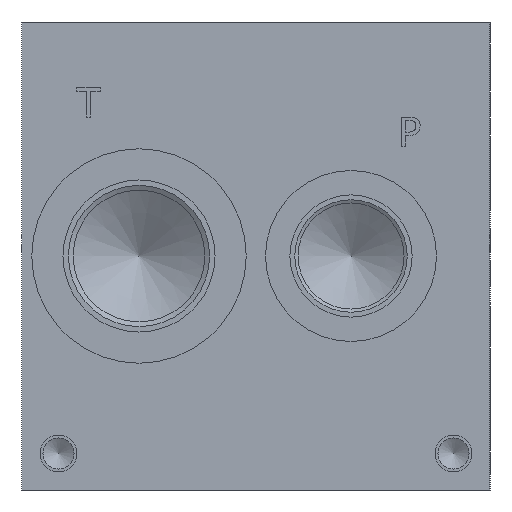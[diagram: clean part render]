
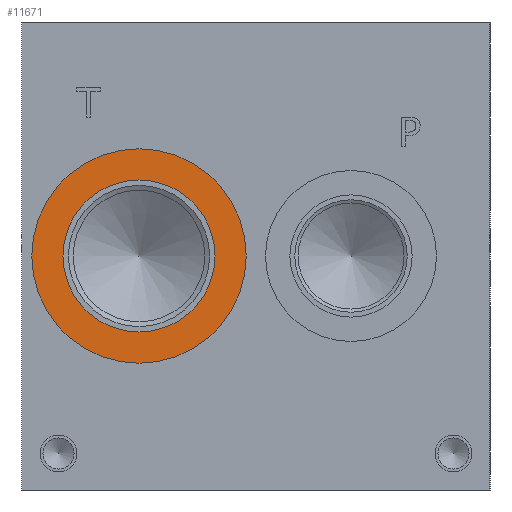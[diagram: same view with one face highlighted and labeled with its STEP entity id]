
A CAD part, left-side view. The second image highlights one B-rep face of the part: STEP entity #11671.
In plain terms, the highlighted planar face has unit normal (-1, 0, 0).
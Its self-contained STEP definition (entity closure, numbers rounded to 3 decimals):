
#411=CIRCLE('',#12284,23.279);
#412=CIRCLE('',#12285,23.279);
#413=CIRCLE('',#12287,16.5);
#414=CIRCLE('',#12288,16.5);
#881=FACE_BOUND('',#2121,.T.);
#1446=FACE_OUTER_BOUND('',#2120,.T.);
#2120=EDGE_LOOP('',(#9993,#9994));
#2121=EDGE_LOOP('',(#9995,#9996));
#5367=VERTEX_POINT('',#19848);
#5368=VERTEX_POINT('',#19850);
#5369=VERTEX_POINT('',#19854);
#5370=VERTEX_POINT('',#19855);
#6952=EDGE_CURVE('',#5367,#5368,#411,.T.);
#6953=EDGE_CURVE('',#5368,#5367,#412,.T.);
#6954=EDGE_CURVE('',#5369,#5370,#413,.T.);
#6955=EDGE_CURVE('',#5370,#5369,#414,.T.);
#9993=ORIENTED_EDGE('',*,*,#6953,.F.);
#9994=ORIENTED_EDGE('',*,*,#6952,.F.);
#9995=ORIENTED_EDGE('',*,*,#6954,.T.);
#9996=ORIENTED_EDGE('',*,*,#6955,.T.);
#10672=PLANE('',#12286);
#11671=ADVANCED_FACE('',(#1446,#881),#10672,.F.);
#12284=AXIS2_PLACEMENT_3D('',#19851,#14550,#14551);
#12285=AXIS2_PLACEMENT_3D('',#19852,#14552,#14553);
#12286=AXIS2_PLACEMENT_3D('',#19853,#14554,#14555);
#12287=AXIS2_PLACEMENT_3D('',#19856,#14556,#14557);
#12288=AXIS2_PLACEMENT_3D('',#19857,#14558,#14559);
#14550=DIRECTION('center_axis',(1.,0.,0.));
#14551=DIRECTION('ref_axis',(0.,0.,-1.));
#14552=DIRECTION('center_axis',(1.,0.,0.));
#14553=DIRECTION('ref_axis',(0.,0.,-1.));
#14554=DIRECTION('center_axis',(1.,0.,0.));
#14555=DIRECTION('ref_axis',(0.,0.,-1.));
#14556=DIRECTION('center_axis',(1.,0.,0.));
#14557=DIRECTION('ref_axis',(0.,0.,-1.));
#14558=DIRECTION('center_axis',(1.,0.,0.));
#14559=DIRECTION('ref_axis',(0.,0.,-1.));
#19848=CARTESIAN_POINT('',(0.787,76.2,27.521));
#19850=CARTESIAN_POINT('',(0.787,76.2,74.079));
#19851=CARTESIAN_POINT('Origin',(0.787,76.2,50.8));
#19852=CARTESIAN_POINT('Origin',(0.787,76.2,50.8));
#19853=CARTESIAN_POINT('Origin',(0.787,76.2,67.3));
#19854=CARTESIAN_POINT('',(0.787,76.2,67.3));
#19855=CARTESIAN_POINT('',(0.787,76.2,34.3));
#19856=CARTESIAN_POINT('Origin',(0.787,76.2,50.8));
#19857=CARTESIAN_POINT('Origin',(0.787,76.2,50.8));
